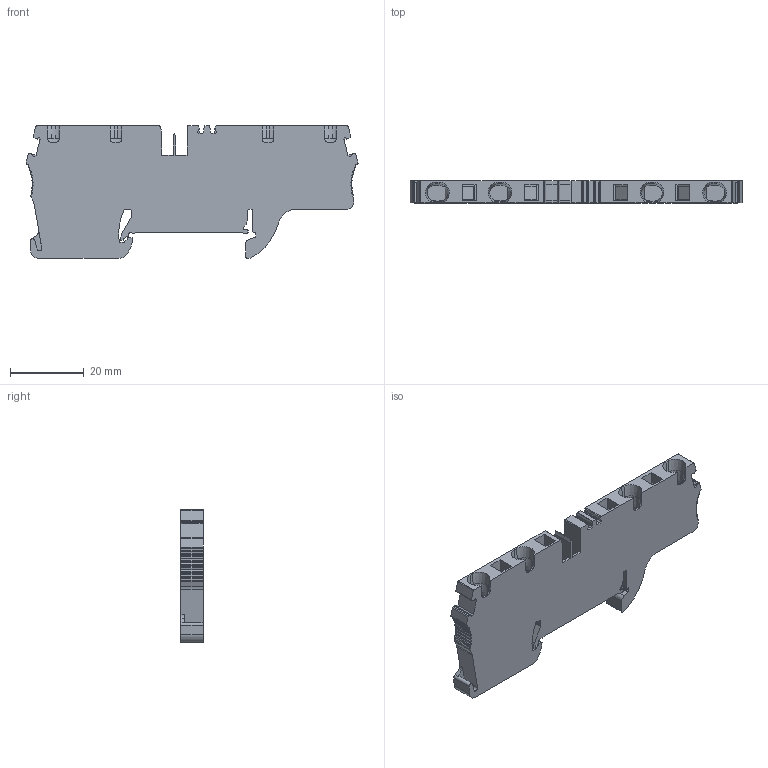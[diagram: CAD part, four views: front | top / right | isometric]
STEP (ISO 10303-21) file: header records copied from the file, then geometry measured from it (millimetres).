
FILE_DESCRIPTION(/* description */ ('Unknown'),/* implementation_level */ '2;1');
FILE_NAME(/* name */ 'SQ4-2X2_3D_MODEL_SOLID',/* time_stamp */ '2021-04-28T11:07:26+06:00',/* author */ ('Unknown'),/* organization */ ('Unknown'),/* preprocessor_version */ 'ST-DEVELOPER v16.7',/* originating_system */ 'DEX',/* authorisation */ $);
FILE_SCHEMA (('AUTOMOTIVE_DESIGN {1 0 10303 214 3 1 1}'));
Length unit declared in the file: millimetre
Products named in the file (1): SQ4-2X2_3D_MODEL_SOLID
Bounding box: 90.24 x 6 x 36 mm (x, y, z)
Volume: 13057.5 mm3; surface area: 8799.8 mm2
Topology: 1 solids, 1 shells, 346 faces, 1070 edges, 729 vertices
Faces by surface type: plane 183, cylinder 147, bspline 8, cone 8
Entity records: 13270 total; most frequent: CARTESIAN_POINT 3656, ORIENTED_EDGE 2126, DIRECTION 1921, EDGE_CURVE 1063, VERTEX_POINT 727, AXIS2_PLACEMENT_3D 641, LINE 639, VECTOR 639
